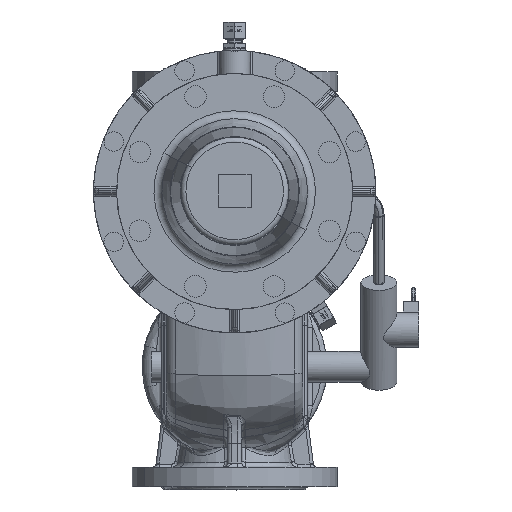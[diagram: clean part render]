
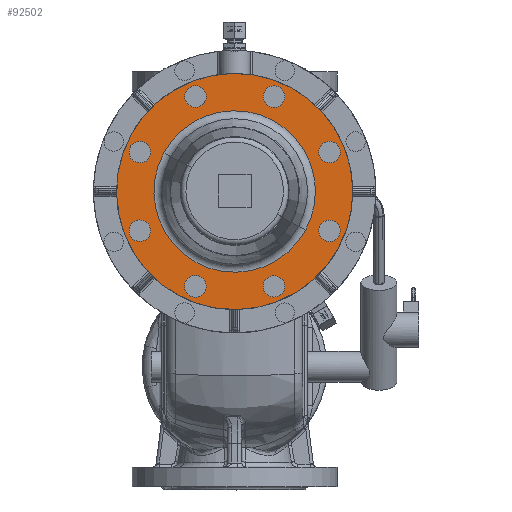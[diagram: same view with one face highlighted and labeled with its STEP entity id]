
A CAD part, top view. The second image highlights one B-rep face of the part: STEP entity #92502.
In plain terms, the highlighted planar face has unit normal (0, 0, 1).
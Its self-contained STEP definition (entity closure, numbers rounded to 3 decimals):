
#91856=AXIS2_PLACEMENT_3D('Circle Axis2P3D',#91854,#91855,$) ;
#91881=AXIS2_PLACEMENT_3D('Circle Axis2P3D',#91879,#91880,$) ;
#92334=AXIS2_PLACEMENT_3D('Plane Axis2P3D',#92331,#92332,#92333) ;
#92342=AXIS2_PLACEMENT_3D('Circle Axis2P3D',#92340,#92341,$) ;
#92351=AXIS2_PLACEMENT_3D('Circle Axis2P3D',#92349,#92350,$) ;
#92360=AXIS2_PLACEMENT_3D('Circle Axis2P3D',#92358,#92359,$) ;
#92369=AXIS2_PLACEMENT_3D('Circle Axis2P3D',#92367,#92368,$) ;
#92378=AXIS2_PLACEMENT_3D('Circle Axis2P3D',#92376,#92377,$) ;
#92387=AXIS2_PLACEMENT_3D('Circle Axis2P3D',#92385,#92386,$) ;
#92396=AXIS2_PLACEMENT_3D('Circle Axis2P3D',#92394,#92395,$) ;
#92405=AXIS2_PLACEMENT_3D('Circle Axis2P3D',#92403,#92404,$) ;
#92414=AXIS2_PLACEMENT_3D('Circle Axis2P3D',#92412,#92413,$) ;
#92423=AXIS2_PLACEMENT_3D('Circle Axis2P3D',#92421,#92422,$) ;
#92432=AXIS2_PLACEMENT_3D('Circle Axis2P3D',#92430,#92431,$) ;
#92441=AXIS2_PLACEMENT_3D('Circle Axis2P3D',#92439,#92440,$) ;
#92450=AXIS2_PLACEMENT_3D('Circle Axis2P3D',#92448,#92449,$) ;
#92459=AXIS2_PLACEMENT_3D('Circle Axis2P3D',#92457,#92458,$) ;
#92468=AXIS2_PLACEMENT_3D('Circle Axis2P3D',#92466,#92467,$) ;
#92477=AXIS2_PLACEMENT_3D('Circle Axis2P3D',#92475,#92476,$) ;
#92486=AXIS2_PLACEMENT_3D('Circle Axis2P3D',#92484,#92485,$) ;
#92495=AXIS2_PLACEMENT_3D('Circle Axis2P3D',#92493,#92494,$) ;
#91851=CARTESIAN_POINT('Vertex',(-196.544,29.512,330.)) ;
#91854=CARTESIAN_POINT('Axis2P3D Location',(-95.622,-25.622,330.)) ;
#91858=CARTESIAN_POINT('Vertex',(5.3,-80.756,330.)) ;
#91879=CARTESIAN_POINT('Axis2P3D Location',(-95.622,-25.622,330.)) ;
#92331=CARTESIAN_POINT('Axis2P3D Location',(-16.983,-25.622,330.)) ;
#92340=CARTESIAN_POINT('Axis2P3D Location',(-133.89,66.766,330.)) ;
#92344=CARTESIAN_POINT('Vertex',(-123.39,66.766,330.)) ;
#92346=CARTESIAN_POINT('Vertex',(-144.39,66.766,330.)) ;
#92349=CARTESIAN_POINT('Axis2P3D Location',(-133.89,66.766,330.)) ;
#92358=CARTESIAN_POINT('Axis2P3D Location',(-95.622,-25.622,330.)) ;
#92362=CARTESIAN_POINT('Vertex',(-164.634,12.08,330.)) ;
#92364=CARTESIAN_POINT('Vertex',(-26.61,-63.323,330.)) ;
#92367=CARTESIAN_POINT('Axis2P3D Location',(-95.622,-25.622,330.)) ;
#92376=CARTESIAN_POINT('Axis2P3D Location',(-57.353,66.766,330.)) ;
#92380=CARTESIAN_POINT('Vertex',(-64.778,74.191,330.)) ;
#92382=CARTESIAN_POINT('Vertex',(-49.929,59.342,330.)) ;
#92385=CARTESIAN_POINT('Axis2P3D Location',(-57.353,66.766,330.)) ;
#92394=CARTESIAN_POINT('Axis2P3D Location',(-3.234,12.647,330.)) ;
#92398=CARTESIAN_POINT('Vertex',(-3.234,23.147,330.)) ;
#92400=CARTESIAN_POINT('Vertex',(-3.234,2.147,330.)) ;
#92403=CARTESIAN_POINT('Axis2P3D Location',(-3.234,12.647,330.)) ;
#92412=CARTESIAN_POINT('Axis2P3D Location',(-3.234,-63.89,330.)) ;
#92416=CARTESIAN_POINT('Vertex',(4.191,-56.466,330.)) ;
#92418=CARTESIAN_POINT('Vertex',(-10.658,-71.315,330.)) ;
#92421=CARTESIAN_POINT('Axis2P3D Location',(-3.234,-63.89,330.)) ;
#92430=CARTESIAN_POINT('Axis2P3D Location',(-57.353,-118.01,330.)) ;
#92434=CARTESIAN_POINT('Vertex',(-46.853,-118.01,330.)) ;
#92436=CARTESIAN_POINT('Vertex',(-67.853,-118.01,330.)) ;
#92439=CARTESIAN_POINT('Axis2P3D Location',(-57.353,-118.01,330.)) ;
#92448=CARTESIAN_POINT('Axis2P3D Location',(-133.89,-118.01,330.)) ;
#92452=CARTESIAN_POINT('Vertex',(-126.466,-125.434,330.)) ;
#92454=CARTESIAN_POINT('Vertex',(-141.315,-110.585,330.)) ;
#92457=CARTESIAN_POINT('Axis2P3D Location',(-133.89,-118.01,330.)) ;
#92466=CARTESIAN_POINT('Axis2P3D Location',(-188.01,-63.89,330.)) ;
#92470=CARTESIAN_POINT('Vertex',(-188.01,-74.39,330.)) ;
#92472=CARTESIAN_POINT('Vertex',(-188.01,-53.39,330.)) ;
#92475=CARTESIAN_POINT('Axis2P3D Location',(-188.01,-63.89,330.)) ;
#92484=CARTESIAN_POINT('Axis2P3D Location',(-188.01,12.647,330.)) ;
#92488=CARTESIAN_POINT('Vertex',(-195.434,5.222,330.)) ;
#92490=CARTESIAN_POINT('Vertex',(-180.585,20.071,330.)) ;
#92493=CARTESIAN_POINT('Axis2P3D Location',(-188.01,12.647,330.)) ;
#91855=DIRECTION('Axis2P3D Direction',(0.,0.,-1.)) ;
#91880=DIRECTION('Axis2P3D Direction',(0.,0.,-1.)) ;
#92332=DIRECTION('Axis2P3D Direction',(-0.,-0.,-1.)) ;
#92333=DIRECTION('Axis2P3D XDirection',(0.,-1.,0.)) ;
#92341=DIRECTION('Axis2P3D Direction',(-0.,-0.,-1.)) ;
#92350=DIRECTION('Axis2P3D Direction',(-0.,-0.,-1.)) ;
#92359=DIRECTION('Axis2P3D Direction',(-0.,-0.,-1.)) ;
#92368=DIRECTION('Axis2P3D Direction',(-0.,-0.,-1.)) ;
#92377=DIRECTION('Axis2P3D Direction',(-0.,-0.,-1.)) ;
#92386=DIRECTION('Axis2P3D Direction',(-0.,-0.,-1.)) ;
#92395=DIRECTION('Axis2P3D Direction',(-0.,-0.,-1.)) ;
#92404=DIRECTION('Axis2P3D Direction',(-0.,-0.,-1.)) ;
#92413=DIRECTION('Axis2P3D Direction',(-0.,-0.,-1.)) ;
#92422=DIRECTION('Axis2P3D Direction',(-0.,-0.,-1.)) ;
#92431=DIRECTION('Axis2P3D Direction',(-0.,-0.,-1.)) ;
#92440=DIRECTION('Axis2P3D Direction',(-0.,-0.,-1.)) ;
#92449=DIRECTION('Axis2P3D Direction',(-0.,-0.,-1.)) ;
#92458=DIRECTION('Axis2P3D Direction',(-0.,-0.,-1.)) ;
#92467=DIRECTION('Axis2P3D Direction',(-0.,-0.,-1.)) ;
#92476=DIRECTION('Axis2P3D Direction',(-0.,-0.,-1.)) ;
#92485=DIRECTION('Axis2P3D Direction',(-0.,-0.,-1.)) ;
#92494=DIRECTION('Axis2P3D Direction',(-0.,-0.,-1.)) ;
#92337=ORIENTED_EDGE('',*,*,#91883,.F.) ;
#92338=ORIENTED_EDGE('',*,*,#91860,.F.) ;
#92355=ORIENTED_EDGE('',*,*,#92348,.T.) ;
#92356=ORIENTED_EDGE('',*,*,#92353,.T.) ;
#92373=ORIENTED_EDGE('',*,*,#92366,.T.) ;
#92374=ORIENTED_EDGE('',*,*,#92371,.T.) ;
#92391=ORIENTED_EDGE('',*,*,#92384,.T.) ;
#92392=ORIENTED_EDGE('',*,*,#92389,.T.) ;
#92409=ORIENTED_EDGE('',*,*,#92402,.T.) ;
#92410=ORIENTED_EDGE('',*,*,#92407,.T.) ;
#92427=ORIENTED_EDGE('',*,*,#92420,.T.) ;
#92428=ORIENTED_EDGE('',*,*,#92425,.T.) ;
#92445=ORIENTED_EDGE('',*,*,#92438,.T.) ;
#92446=ORIENTED_EDGE('',*,*,#92443,.T.) ;
#92463=ORIENTED_EDGE('',*,*,#92456,.T.) ;
#92464=ORIENTED_EDGE('',*,*,#92461,.T.) ;
#92481=ORIENTED_EDGE('',*,*,#92474,.T.) ;
#92482=ORIENTED_EDGE('',*,*,#92479,.T.) ;
#92499=ORIENTED_EDGE('',*,*,#92492,.T.) ;
#92500=ORIENTED_EDGE('',*,*,#92497,.T.) ;
#92357=FACE_BOUND('',#92354,.T.) ;
#92375=FACE_BOUND('',#92372,.T.) ;
#92393=FACE_BOUND('',#92390,.T.) ;
#92411=FACE_BOUND('',#92408,.T.) ;
#92429=FACE_BOUND('',#92426,.T.) ;
#92447=FACE_BOUND('',#92444,.T.) ;
#92465=FACE_BOUND('',#92462,.T.) ;
#92483=FACE_BOUND('',#92480,.T.) ;
#92501=FACE_BOUND('',#92498,.T.) ;
#92502=ADVANCED_FACE('Brep With Voids',(#92339,#92357,#92375,#92393,#92411,#92429,#92447,#92465,#92483,#92501),#92335,.F.) ;
#91857=CIRCLE('generated circle',#91856,115.) ;
#91882=CIRCLE('generated circle',#91881,115.) ;
#92343=CIRCLE('generated circle',#92342,10.5) ;
#92352=CIRCLE('generated circle',#92351,10.5) ;
#92361=CIRCLE('generated circle',#92360,78.639) ;
#92370=CIRCLE('generated circle',#92369,78.639) ;
#92379=CIRCLE('generated circle',#92378,10.5) ;
#92388=CIRCLE('generated circle',#92387,10.5) ;
#92397=CIRCLE('generated circle',#92396,10.5) ;
#92406=CIRCLE('generated circle',#92405,10.5) ;
#92415=CIRCLE('generated circle',#92414,10.5) ;
#92424=CIRCLE('generated circle',#92423,10.5) ;
#92433=CIRCLE('generated circle',#92432,10.5) ;
#92442=CIRCLE('generated circle',#92441,10.5) ;
#92451=CIRCLE('generated circle',#92450,10.5) ;
#92460=CIRCLE('generated circle',#92459,10.5) ;
#92469=CIRCLE('generated circle',#92468,10.5) ;
#92478=CIRCLE('generated circle',#92477,10.5) ;
#92487=CIRCLE('generated circle',#92486,10.5) ;
#92496=CIRCLE('generated circle',#92495,10.5) ;
#91860=EDGE_CURVE('',#91852,#91859,#91857,.T.) ;
#91883=EDGE_CURVE('',#91859,#91852,#91882,.T.) ;
#92348=EDGE_CURVE('',#92345,#92347,#92343,.T.) ;
#92353=EDGE_CURVE('',#92347,#92345,#92352,.T.) ;
#92366=EDGE_CURVE('',#92363,#92365,#92361,.T.) ;
#92371=EDGE_CURVE('',#92365,#92363,#92370,.T.) ;
#92384=EDGE_CURVE('',#92381,#92383,#92379,.T.) ;
#92389=EDGE_CURVE('',#92383,#92381,#92388,.T.) ;
#92402=EDGE_CURVE('',#92399,#92401,#92397,.T.) ;
#92407=EDGE_CURVE('',#92401,#92399,#92406,.T.) ;
#92420=EDGE_CURVE('',#92417,#92419,#92415,.T.) ;
#92425=EDGE_CURVE('',#92419,#92417,#92424,.T.) ;
#92438=EDGE_CURVE('',#92435,#92437,#92433,.T.) ;
#92443=EDGE_CURVE('',#92437,#92435,#92442,.T.) ;
#92456=EDGE_CURVE('',#92453,#92455,#92451,.T.) ;
#92461=EDGE_CURVE('',#92455,#92453,#92460,.T.) ;
#92474=EDGE_CURVE('',#92471,#92473,#92469,.T.) ;
#92479=EDGE_CURVE('',#92473,#92471,#92478,.T.) ;
#92492=EDGE_CURVE('',#92489,#92491,#92487,.T.) ;
#92497=EDGE_CURVE('',#92491,#92489,#92496,.T.) ;
#92336=EDGE_LOOP('',(#92337,#92338)) ;
#92354=EDGE_LOOP('',(#92355,#92356)) ;
#92372=EDGE_LOOP('',(#92373,#92374)) ;
#92390=EDGE_LOOP('',(#92391,#92392)) ;
#92408=EDGE_LOOP('',(#92409,#92410)) ;
#92426=EDGE_LOOP('',(#92427,#92428)) ;
#92444=EDGE_LOOP('',(#92445,#92446)) ;
#92462=EDGE_LOOP('',(#92463,#92464)) ;
#92480=EDGE_LOOP('',(#92481,#92482)) ;
#92498=EDGE_LOOP('',(#92499,#92500)) ;
#92339=FACE_OUTER_BOUND('',#92336,.T.) ;
#92335=PLANE('Plane',#92334) ;
#91852=VERTEX_POINT('',#91851) ;
#91859=VERTEX_POINT('',#91858) ;
#92345=VERTEX_POINT('',#92344) ;
#92347=VERTEX_POINT('',#92346) ;
#92363=VERTEX_POINT('',#92362) ;
#92365=VERTEX_POINT('',#92364) ;
#92381=VERTEX_POINT('',#92380) ;
#92383=VERTEX_POINT('',#92382) ;
#92399=VERTEX_POINT('',#92398) ;
#92401=VERTEX_POINT('',#92400) ;
#92417=VERTEX_POINT('',#92416) ;
#92419=VERTEX_POINT('',#92418) ;
#92435=VERTEX_POINT('',#92434) ;
#92437=VERTEX_POINT('',#92436) ;
#92453=VERTEX_POINT('',#92452) ;
#92455=VERTEX_POINT('',#92454) ;
#92471=VERTEX_POINT('',#92470) ;
#92473=VERTEX_POINT('',#92472) ;
#92489=VERTEX_POINT('',#92488) ;
#92491=VERTEX_POINT('',#92490) ;
